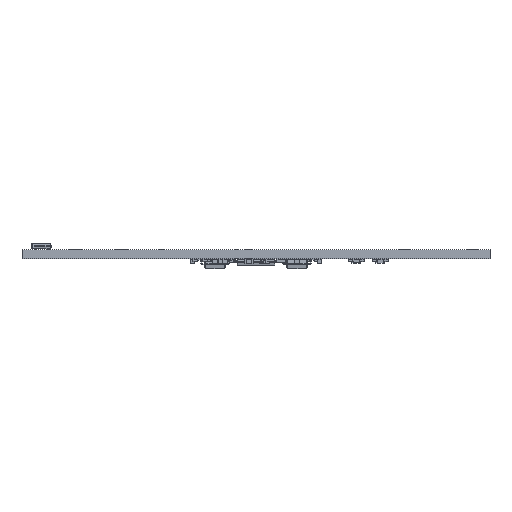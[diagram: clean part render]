
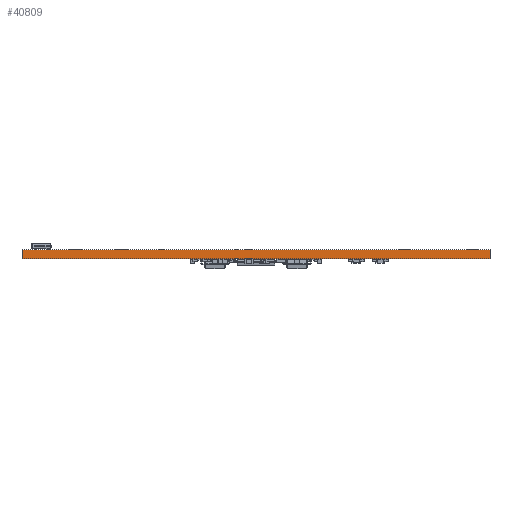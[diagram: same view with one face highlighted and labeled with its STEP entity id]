
A CAD part, front view. The second image highlights one B-rep face of the part: STEP entity #40809.
In plain terms, the highlighted planar face has unit normal (0, -1, 0).
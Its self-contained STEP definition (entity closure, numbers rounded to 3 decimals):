
#40059 = PLANE('',#40060);
#40060 = AXIS2_PLACEMENT_3D('',#40061,#40062,#40063);
#40061 = CARTESIAN_POINT('',(41.4,-50.,0.));
#40062 = DIRECTION('',(-1.,0.,0.));
#40063 = DIRECTION('',(0.,1.,0.));
#40087 = PLANE('',#40088);
#40088 = AXIS2_PLACEMENT_3D('',#40089,#40090,#40091);
#40089 = CARTESIAN_POINT('',(0.,0.,1.6));
#40090 = DIRECTION('',(0.,0.,1.));
#40091 = DIRECTION('',(1.,0.,-0.));
#40115 = PLANE('',#40116);
#40116 = AXIS2_PLACEMENT_3D('',#40117,#40118,#40119);
#40117 = CARTESIAN_POINT('',(-41.4,50.,0.));
#40118 = DIRECTION('',(1.,0.,-0.));
#40119 = DIRECTION('',(0.,-1.,0.));
#40141 = PLANE('',#40142);
#40142 = AXIS2_PLACEMENT_3D('',#40143,#40144,#40145);
#40143 = CARTESIAN_POINT('',(0.,0.,0.));
#40144 = DIRECTION('',(0.,0.,1.));
#40145 = DIRECTION('',(1.,0.,-0.));
#40156 = EDGE_CURVE('',#40157,#40159,#40161,.T.);
#40157 = VERTEX_POINT('',#40158);
#40158 = CARTESIAN_POINT('',(41.4,-50.,0.));
#40159 = VERTEX_POINT('',#40160);
#40160 = CARTESIAN_POINT('',(41.4,-50.,1.6));
#40161 = SURFACE_CURVE('',#40162,(#40166,#40173),.PCURVE_S1.);
#40162 = LINE('',#40163,#40164);
#40163 = CARTESIAN_POINT('',(41.4,-50.,0.));
#40164 = VECTOR('',#40165,1.);
#40165 = DIRECTION('',(0.,0.,1.));
#40166 = PCURVE('',#40059,#40167);
#40167 = DEFINITIONAL_REPRESENTATION('',(#40168),#40172);
#40168 = LINE('',#40169,#40170);
#40169 = CARTESIAN_POINT('',(0.,0.));
#40170 = VECTOR('',#40171,1.);
#40171 = DIRECTION('',(0.,-1.));
#40172 = ( GEOMETRIC_REPRESENTATION_CONTEXT(2) 
PARAMETRIC_REPRESENTATION_CONTEXT() REPRESENTATION_CONTEXT('2D SPACE',''
  ) );
#40173 = PCURVE('',#40174,#40179);
#40174 = PLANE('',#40175);
#40175 = AXIS2_PLACEMENT_3D('',#40176,#40177,#40178);
#40176 = CARTESIAN_POINT('',(-41.4,-50.,0.));
#40177 = DIRECTION('',(0.,1.,0.));
#40178 = DIRECTION('',(1.,0.,0.));
#40179 = DEFINITIONAL_REPRESENTATION('',(#40180),#40184);
#40180 = LINE('',#40181,#40182);
#40181 = CARTESIAN_POINT('',(82.8,0.));
#40182 = VECTOR('',#40183,1.);
#40183 = DIRECTION('',(0.,-1.));
#40184 = ( GEOMETRIC_REPRESENTATION_CONTEXT(2) 
PARAMETRIC_REPRESENTATION_CONTEXT() REPRESENTATION_CONTEXT('2D SPACE',''
  ) );
#40234 = VERTEX_POINT('',#40235);
#40235 = CARTESIAN_POINT('',(-41.4,-50.,1.6));
#40256 = EDGE_CURVE('',#40257,#40234,#40259,.T.);
#40257 = VERTEX_POINT('',#40258);
#40258 = CARTESIAN_POINT('',(-41.4,-50.,0.));
#40259 = SURFACE_CURVE('',#40260,(#40264,#40271),.PCURVE_S1.);
#40260 = LINE('',#40261,#40262);
#40261 = CARTESIAN_POINT('',(-41.4,-50.,0.));
#40262 = VECTOR('',#40263,1.);
#40263 = DIRECTION('',(0.,0.,1.));
#40264 = PCURVE('',#40115,#40265);
#40265 = DEFINITIONAL_REPRESENTATION('',(#40266),#40270);
#40266 = LINE('',#40267,#40268);
#40267 = CARTESIAN_POINT('',(100.,0.));
#40268 = VECTOR('',#40269,1.);
#40269 = DIRECTION('',(0.,-1.));
#40270 = ( GEOMETRIC_REPRESENTATION_CONTEXT(2) 
PARAMETRIC_REPRESENTATION_CONTEXT() REPRESENTATION_CONTEXT('2D SPACE',''
  ) );
#40271 = PCURVE('',#40174,#40272);
#40272 = DEFINITIONAL_REPRESENTATION('',(#40273),#40277);
#40273 = LINE('',#40274,#40275);
#40274 = CARTESIAN_POINT('',(0.,0.));
#40275 = VECTOR('',#40276,1.);
#40276 = DIRECTION('',(0.,-1.));
#40277 = ( GEOMETRIC_REPRESENTATION_CONTEXT(2) 
PARAMETRIC_REPRESENTATION_CONTEXT() REPRESENTATION_CONTEXT('2D SPACE',''
  ) );
#40305 = EDGE_CURVE('',#40257,#40157,#40306,.T.);
#40306 = SURFACE_CURVE('',#40307,(#40311,#40318),.PCURVE_S1.);
#40307 = LINE('',#40308,#40309);
#40308 = CARTESIAN_POINT('',(-41.4,-50.,0.));
#40309 = VECTOR('',#40310,1.);
#40310 = DIRECTION('',(1.,0.,0.));
#40311 = PCURVE('',#40141,#40312);
#40312 = DEFINITIONAL_REPRESENTATION('',(#40313),#40317);
#40313 = LINE('',#40314,#40315);
#40314 = CARTESIAN_POINT('',(-41.4,-50.));
#40315 = VECTOR('',#40316,1.);
#40316 = DIRECTION('',(1.,0.));
#40317 = ( GEOMETRIC_REPRESENTATION_CONTEXT(2) 
PARAMETRIC_REPRESENTATION_CONTEXT() REPRESENTATION_CONTEXT('2D SPACE',''
  ) );
#40318 = PCURVE('',#40174,#40319);
#40319 = DEFINITIONAL_REPRESENTATION('',(#40320),#40324);
#40320 = LINE('',#40321,#40322);
#40321 = CARTESIAN_POINT('',(0.,0.));
#40322 = VECTOR('',#40323,1.);
#40323 = DIRECTION('',(1.,0.));
#40324 = ( GEOMETRIC_REPRESENTATION_CONTEXT(2) 
PARAMETRIC_REPRESENTATION_CONTEXT() REPRESENTATION_CONTEXT('2D SPACE',''
  ) );
#40580 = EDGE_CURVE('',#40234,#40159,#40581,.T.);
#40581 = SURFACE_CURVE('',#40582,(#40586,#40593),.PCURVE_S1.);
#40582 = LINE('',#40583,#40584);
#40583 = CARTESIAN_POINT('',(-41.4,-50.,1.6));
#40584 = VECTOR('',#40585,1.);
#40585 = DIRECTION('',(1.,0.,0.));
#40586 = PCURVE('',#40087,#40587);
#40587 = DEFINITIONAL_REPRESENTATION('',(#40588),#40592);
#40588 = LINE('',#40589,#40590);
#40589 = CARTESIAN_POINT('',(-41.4,-50.));
#40590 = VECTOR('',#40591,1.);
#40591 = DIRECTION('',(1.,0.));
#40592 = ( GEOMETRIC_REPRESENTATION_CONTEXT(2) 
PARAMETRIC_REPRESENTATION_CONTEXT() REPRESENTATION_CONTEXT('2D SPACE',''
  ) );
#40593 = PCURVE('',#40174,#40594);
#40594 = DEFINITIONAL_REPRESENTATION('',(#40595),#40599);
#40595 = LINE('',#40596,#40597);
#40596 = CARTESIAN_POINT('',(0.,-1.6));
#40597 = VECTOR('',#40598,1.);
#40598 = DIRECTION('',(1.,0.));
#40599 = ( GEOMETRIC_REPRESENTATION_CONTEXT(2) 
PARAMETRIC_REPRESENTATION_CONTEXT() REPRESENTATION_CONTEXT('2D SPACE',''
  ) );
#40809 = ADVANCED_FACE('',(#40810),#40174,.F.);
#40810 = FACE_BOUND('',#40811,.F.);
#40811 = EDGE_LOOP('',(#40812,#40813,#40814,#40815));
#40812 = ORIENTED_EDGE('',*,*,#40256,.T.);
#40813 = ORIENTED_EDGE('',*,*,#40580,.T.);
#40814 = ORIENTED_EDGE('',*,*,#40156,.F.);
#40815 = ORIENTED_EDGE('',*,*,#40305,.F.);
